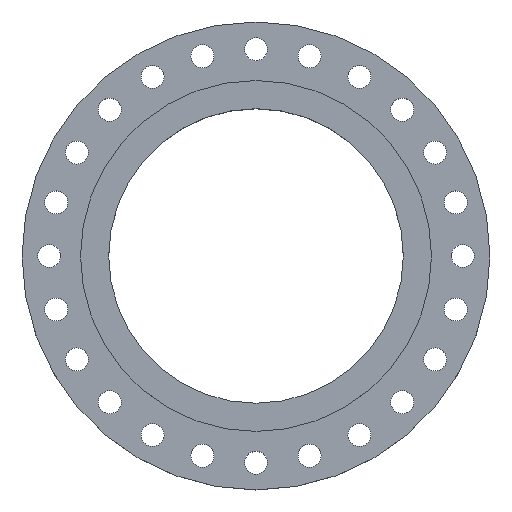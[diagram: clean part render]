
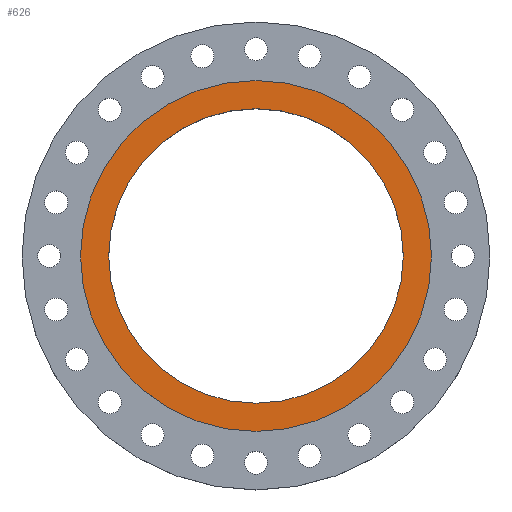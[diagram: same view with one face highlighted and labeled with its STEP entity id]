
A CAD part, top view. The second image highlights one B-rep face of the part: STEP entity #626.
In plain terms, the highlighted planar face has unit normal (0, 0, 1).
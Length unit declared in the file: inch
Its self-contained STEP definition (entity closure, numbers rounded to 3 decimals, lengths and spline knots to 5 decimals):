
#60 = CIRCLE ( 'NONE', #1007, 8.8125 ) ;
#102 = PLANE ( 'NONE',  #1919 ) ;
#220 = DIRECTION ( 'NONE',  ( 0., 0., 1. ) ) ;
#244 = ORIENTED_EDGE ( 'NONE', *, *, #451, .F. ) ;
#255 = CARTESIAN_POINT ( 'NONE',  ( -10.5, 0., 0. ) ) ;
#331 = DIRECTION ( 'NONE',  ( 1., 0., 0. ) ) ;
#418 = DIRECTION ( 'NONE',  ( 1., 0., 0. ) ) ;
#429 = CARTESIAN_POINT ( 'NONE',  ( 0., 0., 0. ) ) ;
#451 = EDGE_CURVE ( 'NONE', #1883, #2119, #60, .T. ) ;
#544 = CARTESIAN_POINT ( 'NONE',  ( -8.8125, 0., 0. ) ) ;
#626 = ADVANCED_FACE ( 'NONE', ( #1533, #1918 ), #102, .F. ) ;
#803 = DIRECTION ( 'NONE',  ( 0., 0., 1. ) ) ;
#846 = DIRECTION ( 'NONE',  ( 0., 0., -1. ) ) ;
#870 = CARTESIAN_POINT ( 'NONE',  ( 0., 0., 0. ) ) ;
#931 = EDGE_CURVE ( 'NONE', #2277, #2215, #1173, .T. ) ;
#955 = DIRECTION ( 'NONE',  ( 0., 0., 1. ) ) ;
#962 = CARTESIAN_POINT ( 'NONE',  ( 8.8125, 0., 0. ) ) ;
#999 = DIRECTION ( 'NONE',  ( 1., 0., 0. ) ) ;
#1007 = AXIS2_PLACEMENT_3D ( 'NONE', #2034, #220, #418 ) ;
#1011 = AXIS2_PLACEMENT_3D ( 'NONE', #429, #803, #999 ) ;
#1067 = AXIS2_PLACEMENT_3D ( 'NONE', #1333, #955, #2042 ) ;
#1081 = DIRECTION ( 'NONE',  ( 0., 0., 1. ) ) ;
#1148 = EDGE_CURVE ( 'NONE', #2119, #1883, #2228, .T. ) ;
#1173 = CIRCLE ( 'NONE', #1067, 10.5 ) ;
#1215 = EDGE_CURVE ( 'NONE', #2215, #2277, #1749, .T. ) ;
#1333 = CARTESIAN_POINT ( 'NONE',  ( 0., 0., 0. ) ) ;
#1466 = AXIS2_PLACEMENT_3D ( 'NONE', #870, #1081, #331 ) ;
#1533 = FACE_BOUND ( 'NONE', #1580, .T. ) ;
#1580 = EDGE_LOOP ( 'NONE', ( #1813, #244 ) ) ;
#1598 = CARTESIAN_POINT ( 'NONE',  ( 10.5, 0., 0. ) ) ;
#1603 = ORIENTED_EDGE ( 'NONE', *, *, #931, .T. ) ;
#1727 = CARTESIAN_POINT ( 'NONE',  ( 0., 8.8125, 0. ) ) ;
#1749 = CIRCLE ( 'NONE', #1011, 10.5 ) ;
#1813 = ORIENTED_EDGE ( 'NONE', *, *, #1148, .F. ) ;
#1883 = VERTEX_POINT ( 'NONE', #544 ) ;
#1890 = DIRECTION ( 'NONE',  ( -1., 0., 0. ) ) ;
#1918 = FACE_OUTER_BOUND ( 'NONE', #1926, .T. ) ;
#1919 = AXIS2_PLACEMENT_3D ( 'NONE', #1727, #846, #1890 ) ;
#1926 = EDGE_LOOP ( 'NONE', ( #1603, #2060 ) ) ;
#2034 = CARTESIAN_POINT ( 'NONE',  ( 0., 0., 0. ) ) ;
#2042 = DIRECTION ( 'NONE',  ( 1., 0., 0. ) ) ;
#2060 = ORIENTED_EDGE ( 'NONE', *, *, #1215, .T. ) ;
#2119 = VERTEX_POINT ( 'NONE', #962 ) ;
#2215 = VERTEX_POINT ( 'NONE', #255 ) ;
#2228 = CIRCLE ( 'NONE', #1466, 8.8125 ) ;
#2277 = VERTEX_POINT ( 'NONE', #1598 ) ;
